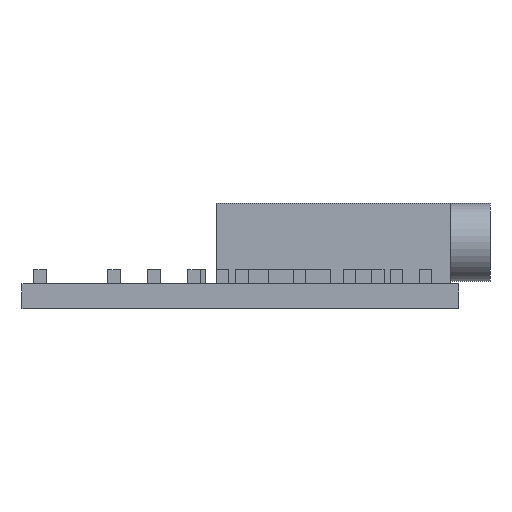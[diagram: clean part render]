
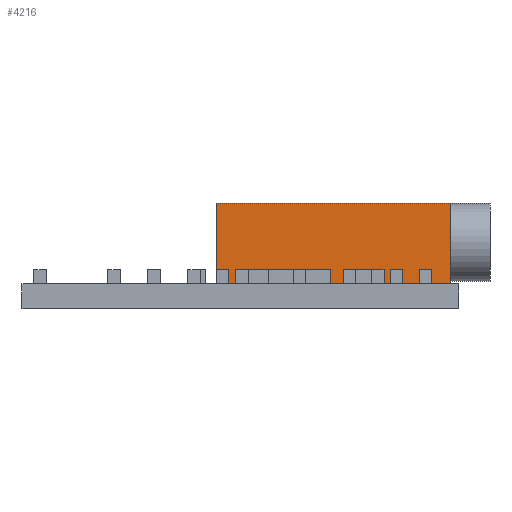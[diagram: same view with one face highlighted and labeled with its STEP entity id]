
A CAD part, front view. The second image highlights one B-rep face of the part: STEP entity #4216.
In plain terms, the highlighted planar face has unit normal (0, -1, 0).
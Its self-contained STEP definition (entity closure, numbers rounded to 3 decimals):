
#1311 = EDGE_CURVE('',#1312,#1314,#1316,.T.);
#1312 = VERTEX_POINT('',#1313);
#1313 = CARTESIAN_POINT('',(13.5,4.125,1.6));
#1314 = VERTEX_POINT('',#1315);
#1315 = CARTESIAN_POINT('',(-1.5,4.125,1.6));
#1316 = LINE('',#1317,#1318);
#1317 = CARTESIAN_POINT('',(-1.207,4.125,1.6));
#1318 = VECTOR('',#1319,1.);
#1319 = DIRECTION('',(-1.,0.,0.));
#4216 = ADVANCED_FACE('',(#4217),#4242,.F.);
#4217 = FACE_BOUND('',#4218,.F.);
#4218 = EDGE_LOOP('',(#4219,#4220,#4228,#4236));
#4219 = ORIENTED_EDGE('',*,*,#1311,.T.);
#4220 = ORIENTED_EDGE('',*,*,#4221,.T.);
#4221 = EDGE_CURVE('',#1314,#4222,#4224,.T.);
#4222 = VERTEX_POINT('',#4223);
#4223 = CARTESIAN_POINT('',(-1.5,4.125,6.75));
#4224 = LINE('',#4225,#4226);
#4225 = CARTESIAN_POINT('',(-1.5,4.125,1.5));
#4226 = VECTOR('',#4227,1.);
#4227 = DIRECTION('',(0.,0.,1.));
#4228 = ORIENTED_EDGE('',*,*,#4229,.T.);
#4229 = EDGE_CURVE('',#4222,#4230,#4232,.T.);
#4230 = VERTEX_POINT('',#4231);
#4231 = CARTESIAN_POINT('',(13.5,4.125,6.75));
#4232 = LINE('',#4233,#4234);
#4233 = CARTESIAN_POINT('',(-1.5,4.125,6.75));
#4234 = VECTOR('',#4235,1.);
#4235 = DIRECTION('',(1.,0.,0.));
#4236 = ORIENTED_EDGE('',*,*,#4237,.F.);
#4237 = EDGE_CURVE('',#1312,#4230,#4238,.T.);
#4238 = LINE('',#4239,#4240);
#4239 = CARTESIAN_POINT('',(13.5,4.125,1.5));
#4240 = VECTOR('',#4241,1.);
#4241 = DIRECTION('',(0.,0.,1.));
#4242 = PLANE('',#4243);
#4243 = AXIS2_PLACEMENT_3D('',#4244,#4245,#4246);
#4244 = CARTESIAN_POINT('',(-1.5,4.125,1.5));
#4245 = DIRECTION('',(0.,1.,0.));
#4246 = DIRECTION('',(1.,0.,0.));
